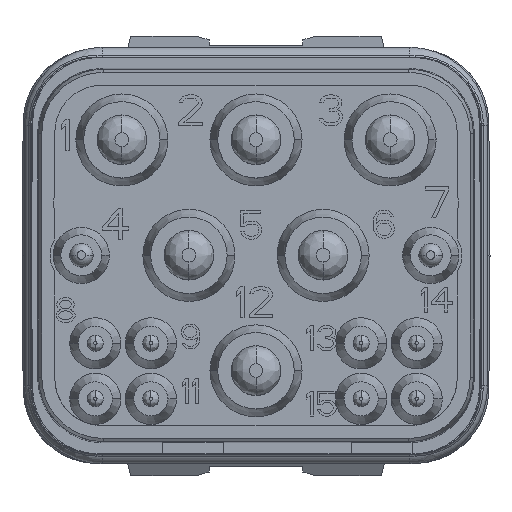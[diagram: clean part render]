
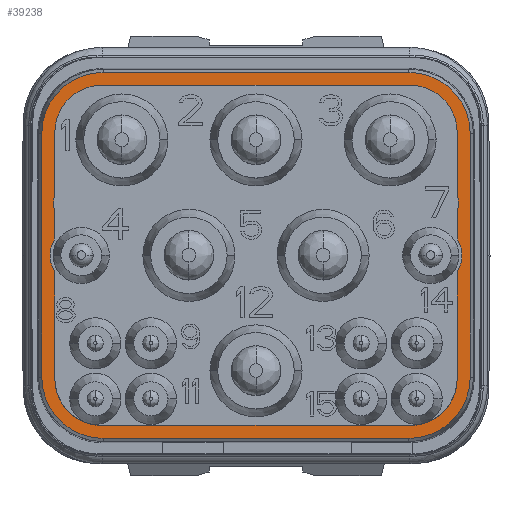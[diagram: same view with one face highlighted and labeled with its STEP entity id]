
A CAD part, top view. The second image highlights one B-rep face of the part: STEP entity #39238.
In plain terms, the highlighted planar face has unit normal (0, 0, 1).
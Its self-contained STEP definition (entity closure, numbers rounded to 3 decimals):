
#7187=CARTESIAN_POINT('',(-4.9,-3.9,4.18));
#7188=DIRECTION('',(0.,0.,-1.));
#7189=DIRECTION('',(0.,-1.,0.));
#7190=AXIS2_PLACEMENT_3D('',#7187,#7188,#7189);
#7192=DIRECTION('',(0.,1.,0.));
#7193=VECTOR('',#7192,7.8);
#7194=CARTESIAN_POINT('',(-6.866,-3.9,
4.18));
#7195=LINE('',#7194,#7193);
#7196=CARTESIAN_POINT('',(-4.9,3.9,4.18));
#7197=DIRECTION('',(0.,0.,-1.));
#7198=DIRECTION('',(-1.,0.,0.));
#7199=AXIS2_PLACEMENT_3D('',#7196,#7197,#7198);
#7201=DIRECTION('',(1.,0.,0.));
#7202=VECTOR('',#7201,9.8);
#7203=CARTESIAN_POINT('',(-4.9,5.866,4.18));
#7204=LINE('',#7203,#7202);
#7205=CARTESIAN_POINT('',(4.9,3.9,4.18));
#7206=DIRECTION('',(0.,0.,-1.));
#7207=DIRECTION('',(0.,1.,0.));
#7208=AXIS2_PLACEMENT_3D('',#7205,#7206,#7207);
#7210=DIRECTION('',(0.,-1.,0.));
#7211=VECTOR('',#7210,7.8);
#7212=CARTESIAN_POINT('',(6.866,3.9,4.18));
#7213=LINE('',#7212,#7211);
#7214=CARTESIAN_POINT('',(4.9,-3.9,4.18));
#7215=DIRECTION('',(0.,0.,-1.));
#7216=DIRECTION('',(1.,0.,0.));
#7217=AXIS2_PLACEMENT_3D('',#7214,#7215,#7216);
#7219=DIRECTION('',(-1.,0.,0.));
#7220=VECTOR('',#7219,9.8);
#7221=CARTESIAN_POINT('',(4.9,-5.866,4.18));
#7222=LINE('',#7221,#7220);
#7223=DIRECTION('',(0.,-1.,0.));
#7224=VECTOR('',#7223,0.937);
#7225=CARTESIAN_POINT('',(-6.45,1.464,4.18));
#7226=LINE('',#7225,#7224);
#7227=CARTESIAN_POINT('',(-5.6,0.,4.18));
#7228=DIRECTION('',(0.,0.,1.));
#7229=DIRECTION('',(-0.85,0.527,0.));
#7230=AXIS2_PLACEMENT_3D('',#7227,#7228,#7229);
#7232=DIRECTION('',(0.,-1.,0.));
#7233=VECTOR('',#7232,3.423);
#7234=CARTESIAN_POINT('',(-6.45,-0.527,4.18));
#7235=LINE('',#7234,#7233);
#7236=CARTESIAN_POINT('',(-4.95,-3.95,4.18));
#7237=DIRECTION('',(0.,0.,1.));
#7238=DIRECTION('',(-1.,0.,0.));
#7239=AXIS2_PLACEMENT_3D('',#7236,#7237,#7238);
#7241=DIRECTION('',(1.,0.,0.));
#7242=VECTOR('',#7241,9.9);
#7243=CARTESIAN_POINT('',(-4.95,-5.45,4.18));
#7244=LINE('',#7243,#7242);
#7245=CARTESIAN_POINT('',(4.95,-3.95,4.18));
#7246=DIRECTION('',(0.,0.,1.));
#7247=DIRECTION('',(0.,-1.,0.));
#7248=AXIS2_PLACEMENT_3D('',#7245,#7246,#7247);
#7250=DIRECTION('',(0.,1.,0.));
#7251=VECTOR('',#7250,3.423);
#7252=CARTESIAN_POINT('',(6.45,-3.95,4.18));
#7253=LINE('',#7252,#7251);
#7254=CARTESIAN_POINT('',(5.6,0.,4.18));
#7255=DIRECTION('',(0.,0.,1.));
#7256=DIRECTION('',(0.85,-0.527,0.));
#7257=AXIS2_PLACEMENT_3D('',#7254,#7255,#7256);
#7259=DIRECTION('',(0.,1.,0.));
#7260=VECTOR('',#7259,0.937);
#7261=CARTESIAN_POINT('',(6.45,0.527,4.18));
#7262=LINE('',#7261,#7260);
#7263=DIRECTION('',(0.,1.,0.));
#7264=VECTOR('',#7263,2.074);
#7265=CARTESIAN_POINT('',(6.45,1.876,4.18));
#7266=LINE('',#7265,#7264);
#7267=CARTESIAN_POINT('',(4.95,3.95,4.18));
#7268=DIRECTION('',(0.,0.,1.));
#7269=DIRECTION('',(1.,0.,0.));
#7270=AXIS2_PLACEMENT_3D('',#7267,#7268,#7269);
#7272=DIRECTION('',(-1.,0.,0.));
#7273=VECTOR('',#7272,9.9);
#7274=CARTESIAN_POINT('',(4.95,5.45,4.18));
#7275=LINE('',#7274,#7273);
#7276=CARTESIAN_POINT('',(-4.95,3.95,4.18));
#7277=DIRECTION('',(0.,0.,1.));
#7278=DIRECTION('',(0.,1.,0.));
#7279=AXIS2_PLACEMENT_3D('',#7276,#7277,#7278);
#7281=DIRECTION('',(0.,-1.,0.));
#7282=VECTOR('',#7281,2.074);
#7283=CARTESIAN_POINT('',(-6.45,3.95,4.18));
#7284=LINE('',#7283,#7282);
#7289=CARTESIAN_POINT('',(-6.05,1.67,4.18));
#7290=DIRECTION('',(0.,0.,-1.));
#7291=DIRECTION('',(-0.889,-0.458,0.));
#7292=AXIS2_PLACEMENT_3D('',#7289,#7290,#7291);
#9426=CARTESIAN_POINT('',(6.05,1.67,4.18));
#9427=DIRECTION('',(0.,0.,-1.));
#9428=DIRECTION('',(0.889,0.458,0.));
#9429=AXIS2_PLACEMENT_3D('',#9426,#9427,#9428);
#24556=CARTESIAN_POINT('',(-4.9,-5.866,4.18));
#24557=CARTESIAN_POINT('',(-6.866,-3.9,4.18));
#24558=VERTEX_POINT('',#24556);
#24559=VERTEX_POINT('',#24557);
#24560=CARTESIAN_POINT('',(-6.866,3.9,
4.18));
#24561=VERTEX_POINT('',#24560);
#24562=CARTESIAN_POINT('',(-4.9,5.866,4.18));
#24563=VERTEX_POINT('',#24562);
#24564=CARTESIAN_POINT('',(4.9,5.866,4.18));
#24565=VERTEX_POINT('',#24564);
#24566=CARTESIAN_POINT('',(6.866,3.9,4.18));
#24567=VERTEX_POINT('',#24566);
#24568=CARTESIAN_POINT('',(6.866,-3.9,
4.18));
#24569=VERTEX_POINT('',#24568);
#24570=CARTESIAN_POINT('',(4.9,-5.866,4.18));
#24571=VERTEX_POINT('',#24570);
#24616=CARTESIAN_POINT('',(4.95,-5.45,4.18));
#24617=CARTESIAN_POINT('',(6.45,-3.95,4.18));
#24618=VERTEX_POINT('',#24616);
#24619=VERTEX_POINT('',#24617);
#24620=CARTESIAN_POINT('',(6.45,3.95,4.18));
#24621=CARTESIAN_POINT('',(4.95,5.45,4.18));
#24622=VERTEX_POINT('',#24620);
#24623=VERTEX_POINT('',#24621);
#24624=CARTESIAN_POINT('',(-4.95,5.45,4.18));
#24625=VERTEX_POINT('',#24624);
#24626=CARTESIAN_POINT('',(-6.45,3.95,4.18));
#24627=VERTEX_POINT('',#24626);
#24628=CARTESIAN_POINT('',(-6.45,-3.95,4.18));
#24629=CARTESIAN_POINT('',(-4.95,-5.45,4.18));
#24630=VERTEX_POINT('',#24628);
#24631=VERTEX_POINT('',#24629);
#24632=CARTESIAN_POINT('',(-6.45,0.527,4.18));
#24633=CARTESIAN_POINT('',(-6.45,-0.527,4.18));
#24634=VERTEX_POINT('',#24632);
#24635=VERTEX_POINT('',#24633);
#24636=CARTESIAN_POINT('',(6.45,-0.527,4.18));
#24637=CARTESIAN_POINT('',(6.45,0.527,4.18));
#24638=VERTEX_POINT('',#24636);
#24639=VERTEX_POINT('',#24637);
#24640=CARTESIAN_POINT('',(6.45,1.464,4.18));
#24641=VERTEX_POINT('',#24640);
#24642=CARTESIAN_POINT('',(6.45,1.876,4.18));
#24643=VERTEX_POINT('',#24642);
#24644=CARTESIAN_POINT('',(-6.45,1.876,4.18));
#24645=VERTEX_POINT('',#24644);
#24646=CARTESIAN_POINT('',(-6.45,1.464,4.18));
#24647=VERTEX_POINT('',#24646);
#39188=CARTESIAN_POINT('',(7.5,-6.,4.18));
#39189=DIRECTION('',(0.,0.,-1.));
#39190=DIRECTION('',(0.,1.,0.));
#39191=AXIS2_PLACEMENT_3D('',#39188,#39189,#39190);
#39192=PLANE('',#39191);
#39193=ORIENTED_EDGE('',*,*,#39072,.T.);
#39194=ORIENTED_EDGE('',*,*,#39113,.T.);
#39195=ORIENTED_EDGE('',*,*,#39128,.T.);
#39197=ORIENTED_EDGE('',*,*,#39196,.T.);
#39198=ORIENTED_EDGE('',*,*,#39181,.T.);
#39199=ORIENTED_EDGE('',*,*,#39028,.T.);
#39200=ORIENTED_EDGE('',*,*,#39043,.T.);
#39201=ORIENTED_EDGE('',*,*,#39057,.T.);
#39202=EDGE_LOOP('',(#39193,#39194,#39195,#39197,#39198,#39199,#39200,#39201));
#39203=FACE_OUTER_BOUND('',#39202,.F.);
#39205=ORIENTED_EDGE('',*,*,#39204,.F.);
#39207=ORIENTED_EDGE('',*,*,#39206,.T.);
#39209=ORIENTED_EDGE('',*,*,#39208,.T.);
#39211=ORIENTED_EDGE('',*,*,#39210,.T.);
#39213=ORIENTED_EDGE('',*,*,#39212,.T.);
#39215=ORIENTED_EDGE('',*,*,#39214,.T.);
#39217=ORIENTED_EDGE('',*,*,#39216,.T.);
#39219=ORIENTED_EDGE('',*,*,#39218,.T.);
#39221=ORIENTED_EDGE('',*,*,#39220,.T.);
#39223=ORIENTED_EDGE('',*,*,#39222,.T.);
#39225=ORIENTED_EDGE('',*,*,#39224,.F.);
#39227=ORIENTED_EDGE('',*,*,#39226,.T.);
#39229=ORIENTED_EDGE('',*,*,#39228,.T.);
#39231=ORIENTED_EDGE('',*,*,#39230,.T.);
#39233=ORIENTED_EDGE('',*,*,#39232,.T.);
#39235=ORIENTED_EDGE('',*,*,#39234,.T.);
#39236=EDGE_LOOP('',(#39205,#39207,#39209,#39211,#39213,#39215,#39217,#39219,
#39221,#39223,#39225,#39227,#39229,#39231,#39233,#39235));
#39237=FACE_BOUND('',#39236,.F.);
#39238=ADVANCED_FACE('',(#39203,#39237),#39192,.F.);
#7191=CIRCLE('',#7190,1.966);
#7200=CIRCLE('',#7199,1.966);
#7209=CIRCLE('',#7208,1.966);
#7218=CIRCLE('',#7217,1.966);
#7231=CIRCLE('',#7230,1.);
#7240=CIRCLE('',#7239,1.5);
#7249=CIRCLE('',#7248,1.5);
#7258=CIRCLE('',#7257,1.);
#7271=CIRCLE('',#7270,1.5);
#7280=CIRCLE('',#7279,1.5);
#7293=CIRCLE('',#7292,0.45);
#9430=CIRCLE('',#9429,0.45);
#39028=EDGE_CURVE('',#24567,#24569,#7213,.T.);
#39043=EDGE_CURVE('',#24569,#24571,#7218,.T.);
#39057=EDGE_CURVE('',#24571,#24558,#7222,.T.);
#39072=EDGE_CURVE('',#24558,#24559,#7191,.T.);
#39113=EDGE_CURVE('',#24559,#24561,#7195,.T.);
#39128=EDGE_CURVE('',#24561,#24563,#7200,.T.);
#39181=EDGE_CURVE('',#24565,#24567,#7209,.T.);
#39196=EDGE_CURVE('',#24563,#24565,#7204,.T.);
#39204=EDGE_CURVE('',#24647,#24645,#7293,.T.);
#39206=EDGE_CURVE('',#24647,#24634,#7226,.T.);
#39208=EDGE_CURVE('',#24634,#24635,#7231,.T.);
#39210=EDGE_CURVE('',#24635,#24630,#7235,.T.);
#39212=EDGE_CURVE('',#24630,#24631,#7240,.T.);
#39214=EDGE_CURVE('',#24631,#24618,#7244,.T.);
#39216=EDGE_CURVE('',#24618,#24619,#7249,.T.);
#39218=EDGE_CURVE('',#24619,#24638,#7253,.T.);
#39220=EDGE_CURVE('',#24638,#24639,#7258,.T.);
#39222=EDGE_CURVE('',#24639,#24641,#7262,.T.);
#39224=EDGE_CURVE('',#24643,#24641,#9430,.T.);
#39226=EDGE_CURVE('',#24643,#24622,#7266,.T.);
#39228=EDGE_CURVE('',#24622,#24623,#7271,.T.);
#39230=EDGE_CURVE('',#24623,#24625,#7275,.T.);
#39232=EDGE_CURVE('',#24625,#24627,#7280,.T.);
#39234=EDGE_CURVE('',#24627,#24645,#7284,.T.);
